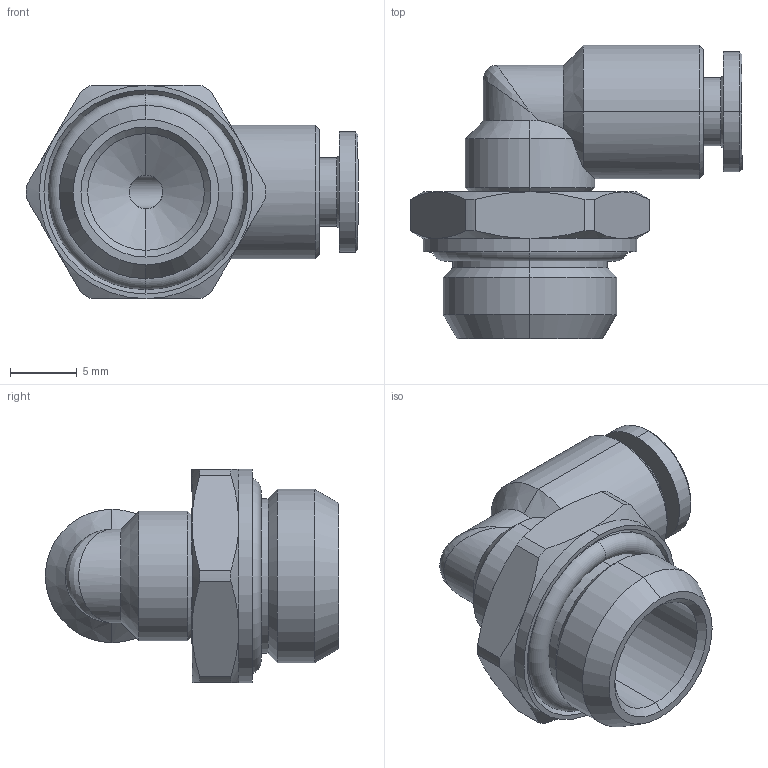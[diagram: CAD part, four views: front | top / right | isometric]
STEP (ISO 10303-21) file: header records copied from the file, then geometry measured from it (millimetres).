
FILE_DESCRIPTION (( 'STEP AP203' ), '1' );
FILE_NAME ('B0080012.STEP', '2012-08-23T09:09:27', ( '' ), ( 'sopra-pneumatic' ), 'SwSTEP 2.0', 'SolidWorks 2011', '' );
FILE_SCHEMA (( 'CONFIG_CONTROL_DESIGN' ));
Length unit declared in the file: millimetre
Products named in the file (1): B0080012
Bounding box: 24.9 x 22 x 16 mm (x, y, z)
Volume: 2368.8 mm3; surface area: 2395.6 mm2
Topology: 2 solids, 4 shells, 100 faces, 220 edges, 130 vertices
Faces by surface type: cone 40, cylinder 35, plane 20, torus 4, bspline 1
Entity records: 3002 total; most frequent: CARTESIAN_POINT 744, DIRECTION 483, ORIENTED_EDGE 436, EDGE_CURVE 218, AXIS2_PLACEMENT_3D 205, VERTEX_POINT 130, EDGE_LOOP 108, CIRCLE 105
